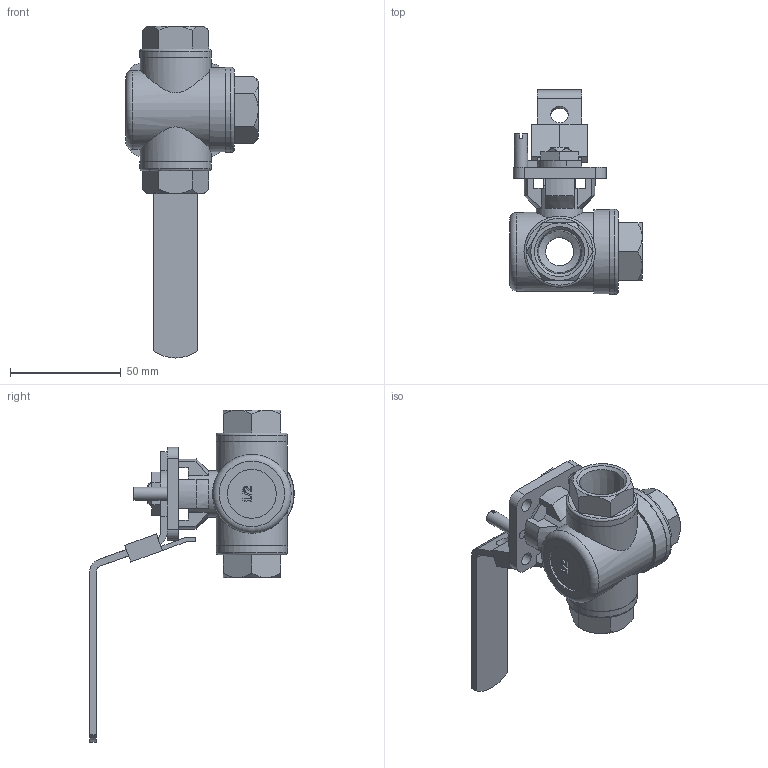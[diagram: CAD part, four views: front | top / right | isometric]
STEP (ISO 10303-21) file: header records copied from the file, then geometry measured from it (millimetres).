
FILE_DESCRIPTION(/* description */ ('STEP AP214'),/* implementation_level */ '2;1');
FILE_NAME(/* name */ '8096945_VZBE-1_2-T-63-F-3L-F04-M-V15V15',/* time_stamp */ '2024-09-18T01:30:16+02:00',/* author */ ('License CC BY-ND 4.0'),/* organization */ ('CADENAS'),/* preprocessor_version */ 'ST-DEVELOPER v19.3',/* originating_system */ 'PARTsolutions',/* authorisation */ ' ');
FILE_SCHEMA (('AUTOMOTIVE_DESIGN {1 0 10303 214 3 1 1}'));
Length unit declared in the file: millimetre
Products named in the file (5): 8096945 VZBE-1/2-T-63-F-3L-F04-M-V15V15; 4834290 VZBE-1/2-T-63-F-3L-F04-V15V15; 4896014 VAOH-F7-9-H9-A-32; VZBE-M11n; VZBE-M5p
Assembly tree (4 placements, depth 2):
  8096945 VZBE-1/2-T-63-F-3L-F04-M-V15V15
    4834290 VZBE-1/2-T-63-F-3L-F04-V15V15
    4896014 VAOH-F7-9-H9-A-32
    VZBE-M11n
    VZBE-M5p
Bounding box: 59.8 x 92.38 x 149.85 mm (x, y, z)
Volume: 86795.1 mm3; surface area: 33358.1 mm2
Topology: 4 solids, 4 shells, 227 faces, 606 edges, 388 vertices
Faces by surface type: plane 145, cylinder 42, cone 35, torus 5
Full cylindrical faces by diameter (mm): 4.134 x1, 5 x1, 6 x5, 8 x1, 9.376 x1, 12.7 x2, 21 x1, 22 x1, 27 x1, 32 x2, 32.2 x2, 35.5 x1, 38 x1, 38.35 x1
Entity records: 7083 total; most frequent: CARTESIAN_POINT 1468, ORIENTED_EDGE 1114, DIRECTION 1104, EDGE_CURVE 557, VERTEX_POINT 379, AXIS2_PLACEMENT_3D 377, LINE 350, VECTOR 350
